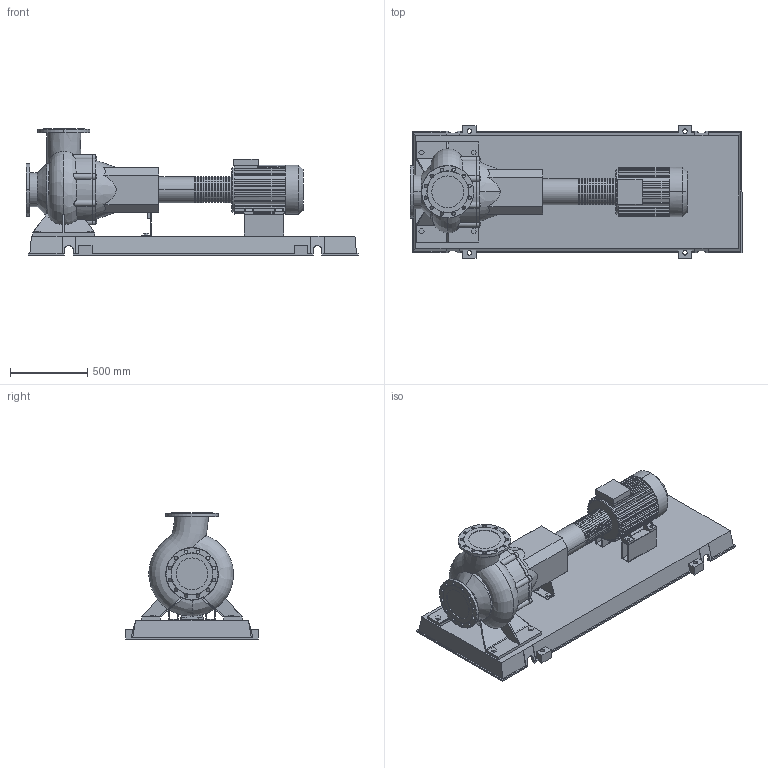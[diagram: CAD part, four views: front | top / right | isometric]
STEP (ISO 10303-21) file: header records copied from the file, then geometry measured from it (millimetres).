
FILE_DESCRIPTION((''),'2;1');
FILE_NAME('3d_NLG200_260-15_4-4452589.stp','2013-10-24T10:29:59',(''),(''),'Mechanical Desktop 2009','Mechanical Desktop 2009',', , ');
FILE_SCHEMA(('CONFIG_CONTROL_DESIGN'));
Length unit declared in the file: millimetre
Products named in the file (1): Product
Bounding box: 2155 x 860 x 818 mm (x, y, z)
Volume: 181526560.3 mm3; surface area: 8775014.1 mm2
Topology: 12 solids, 12 shells, 848 faces, 2233 edges, 1464 vertices
Faces by surface type: plane 388, cylinder 227, bspline 207, torus 14, cone 12
Entity records: 31950 total; most frequent: CARTESIAN_POINT 11033, ORIENTED_EDGE 4468, DIRECTION 4061, EDGE_CURVE 2234, VERTEX_POINT 1464, VECTOR 1401, LINE 1401, AXIS2_PLACEMENT_3D 1330
